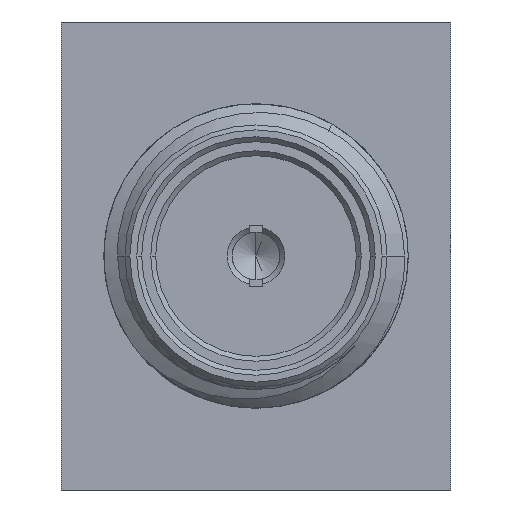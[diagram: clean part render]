
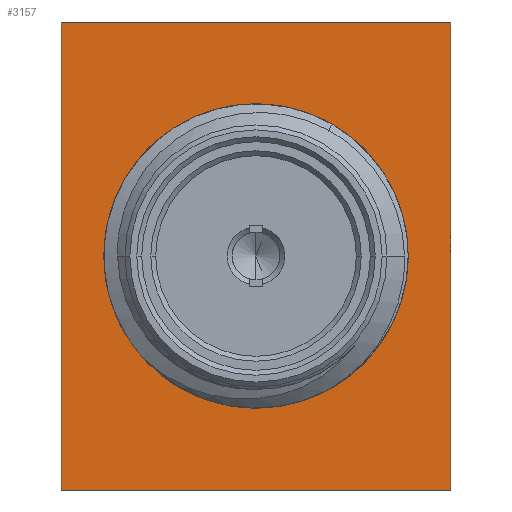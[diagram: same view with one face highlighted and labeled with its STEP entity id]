
A CAD part, left-side view. The second image highlights one B-rep face of the part: STEP entity #3157.
In plain terms, the highlighted planar face has unit normal (-1, 0, 0).
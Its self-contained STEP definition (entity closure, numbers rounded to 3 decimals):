
#259=DIRECTION('',(0.,0.,-1.));
#260=VECTOR('',#259,9.52);
#261=CARTESIAN_POINT('',(-1.65,3.96,4.76));
#262=LINE('',#261,#260);
#263=DIRECTION('',(0.,1.,0.));
#264=VECTOR('',#263,7.92);
#265=CARTESIAN_POINT('',(-1.65,-3.96,4.76));
#266=LINE('',#265,#264);
#267=DIRECTION('',(0.,0.,1.));
#268=VECTOR('',#267,9.52);
#269=CARTESIAN_POINT('',(-1.65,-3.96,-4.76));
#270=LINE('',#269,#268);
#271=DIRECTION('',(0.,-1.,0.));
#272=VECTOR('',#271,7.92);
#273=CARTESIAN_POINT('',(-1.65,3.96,-4.76));
#274=LINE('',#273,#272);
#329=CARTESIAN_POINT('',(-1.65,0.,0.));
#330=DIRECTION('',(1.,0.,0.));
#331=DIRECTION('',(0.,1.,0.));
#332=AXIS2_PLACEMENT_3D('',#329,#330,#331);
#411=CARTESIAN_POINT('',(-1.65,0.,0.));
#412=DIRECTION('',(-1.,0.,0.));
#413=DIRECTION('',(0.,1.,0.));
#414=AXIS2_PLACEMENT_3D('',#411,#412,#413);
#2479=CARTESIAN_POINT('',(-1.65,2.45,0.));
#2480=CARTESIAN_POINT('',(-1.65,-2.45,0.));
#2481=VERTEX_POINT('',#2479);
#2482=VERTEX_POINT('',#2480);
#2499=CARTESIAN_POINT('',(-1.65,3.96,4.76));
#2500=CARTESIAN_POINT('',(-1.65,3.96,-4.76));
#2501=VERTEX_POINT('',#2499);
#2502=VERTEX_POINT('',#2500);
#2503=CARTESIAN_POINT('',(-1.65,-3.96,-4.76));
#2504=VERTEX_POINT('',#2503);
#2505=CARTESIAN_POINT('',(-1.65,-3.96,4.76));
#2506=VERTEX_POINT('',#2505);
#3140=CARTESIAN_POINT('',(-1.65,0.,0.));
#3141=DIRECTION('',(-1.,0.,0.));
#3142=DIRECTION('',(0.,1.,0.));
#3143=AXIS2_PLACEMENT_3D('',#3140,#3141,#3142);
#3144=PLANE('',#3143);
#3145=ORIENTED_EDGE('',*,*,#2964,.F.);
#3146=ORIENTED_EDGE('',*,*,#2988,.F.);
#3147=ORIENTED_EDGE('',*,*,#3123,.F.);
#3148=ORIENTED_EDGE('',*,*,#2880,.F.);
#3149=EDGE_LOOP('',(#3145,#3146,#3147,#3148));
#3150=FACE_OUTER_BOUND('',#3149,.F.);
#3152=ORIENTED_EDGE('',*,*,#3151,.F.);
#3154=ORIENTED_EDGE('',*,*,#3153,.T.);
#3155=EDGE_LOOP('',(#3152,#3154));
#3156=FACE_BOUND('',#3155,.F.);
#3157=ADVANCED_FACE('',(#3150,#3156),#3144,.T.);
#333=CIRCLE('',#332,2.45);
#415=CIRCLE('',#414,2.45);
#2880=EDGE_CURVE('',#2502,#2504,#274,.T.);
#2964=EDGE_CURVE('',#2501,#2502,#262,.T.);
#2988=EDGE_CURVE('',#2506,#2501,#266,.T.);
#3123=EDGE_CURVE('',#2504,#2506,#270,.T.);
#3151=EDGE_CURVE('',#2481,#2482,#333,.T.);
#3153=EDGE_CURVE('',#2481,#2482,#415,.T.);
